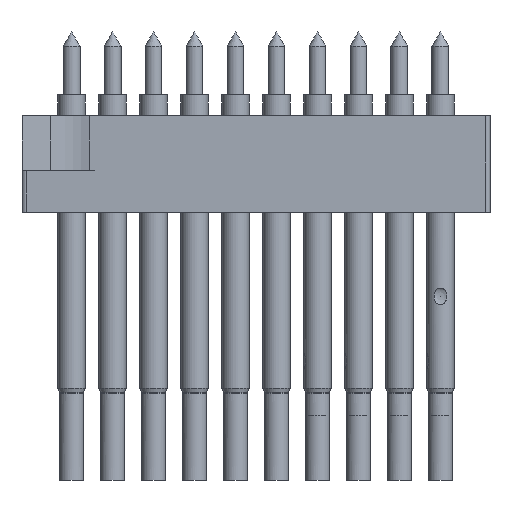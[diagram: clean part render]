
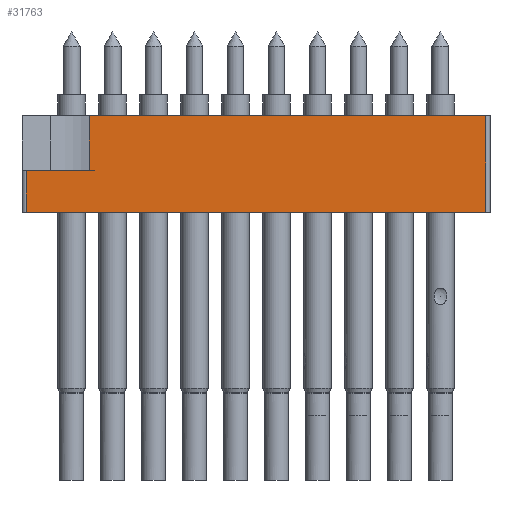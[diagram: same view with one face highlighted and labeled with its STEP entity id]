
A CAD part, front view. The second image highlights one B-rep face of the part: STEP entity #31763.
In plain terms, the highlighted planar face has unit normal (0, -1, 0).
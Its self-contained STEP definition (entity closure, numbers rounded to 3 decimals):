
#1840 = ORIENTED_EDGE ( 'NONE', *, *, #21520, .F. ) ;
#2300 = LINE ( 'NONE', #3957, #58023 ) ;
#3957 = CARTESIAN_POINT ( 'NONE',  ( -43.073, -23.109, 14.044 ) ) ;
#5085 = AXIS2_PLACEMENT_3D ( 'NONE', #14980, #79270, #65493 ) ;
#5143 = ORIENTED_EDGE ( 'NONE', *, *, #15502, .F. ) ;
#6768 = CARTESIAN_POINT ( 'NONE',  ( -39.156, -23.109, 10.644 ) ) ;
#6936 = ORIENTED_EDGE ( 'NONE', *, *, #71547, .T. ) ;
#9538 = PLANE ( 'NONE',  #5085 ) ;
#9781 = ORIENTED_EDGE ( 'NONE', *, *, #57809, .F. ) ;
#12493 = CARTESIAN_POINT ( 'NONE',  ( -14.573, -23.109, 8.044 ) ) ;
#14980 = CARTESIAN_POINT ( 'NONE',  ( -43.073, -23.109, 8.044 ) ) ;
#15502 = EDGE_CURVE ( 'Defeature ausgef�hrt1_9+Defeature ausgef�hrt1_4+Defeature ausgef�hrt1_17+Defeature ausgef�hrt1_3', #31733, #59811, #2300, .T. ) ;
#15660 = LINE ( 'NONE', #46988, #72878 ) ;
#15790 = FACE_OUTER_BOUND ( 'NONE', #39282, .T. ) ;
#18436 = LINE ( 'NONE', #6768, #68615 ) ;
#21520 = EDGE_CURVE ( 'Defeature ausgef�hrt1_17+Defeature ausgef�hrt1_4+Defeature ausgef�hrt1_14+Defeature ausgef�hrt1_9', #48985, #31733, #18436, .T. ) ;
#24416 = DIRECTION ( 'NONE',  ( 0., 0., 1. ) ) ;
#31733 = VERTEX_POINT ( 'NONE', #47123 ) ;
#31763 = ADVANCED_FACE ( 'Defeature ausgef�hrt1_4', ( #15790 ), #9538, .T. ) ;
#33822 = VERTEX_POINT ( 'NONE', #73259 ) ;
#35867 = VECTOR ( 'NONE', #44220, 1000. ) ;
#36158 = CARTESIAN_POINT ( 'NONE',  ( -43.073, -23.109, 8.044 ) ) ;
#38742 = VECTOR ( 'NONE', #73924, 1000. ) ;
#39282 = EDGE_LOOP ( 'NONE', ( #1840, #9781, #63043, #6936, #40996, #5143 ) ) ;
#40333 = DIRECTION ( 'NONE',  ( 1., 0., 0. ) ) ;
#40996 = ORIENTED_EDGE ( 'NONE', *, *, #56561, .T. ) ;
#44220 = DIRECTION ( 'NONE',  ( 0., 0., 1. ) ) ;
#46988 = CARTESIAN_POINT ( 'NONE',  ( -43.073, -23.109, 8.044 ) ) ;
#47123 = CARTESIAN_POINT ( 'NONE',  ( -39.156, -23.109, 14.044 ) ) ;
#48985 = VERTEX_POINT ( 'NONE', #82299 ) ;
#49458 = CARTESIAN_POINT ( 'NONE',  ( -43.073, -23.109, 10.644 ) ) ;
#49821 = VERTEX_POINT ( 'NONE', #69763 ) ;
#50498 = LINE ( 'NONE', #12493, #35867 ) ;
#51207 = EDGE_CURVE ( 'Defeature ausgef�hrt1_0+Defeature ausgef�hrt1_4+Defeature ausgef�hrt1_8+Defeature ausgef�hrt1_14', #33822, #75395, #74954, .T. ) ;
#56561 = EDGE_CURVE ( 'Defeature ausgef�hrt1_4+Defeature ausgef�hrt1_3+Defeature ausgef�hrt1_8+Defeature ausgef�hrt1_9', #49821, #59811, #50498, .T. ) ;
#57809 = EDGE_CURVE ( 'Defeature ausgef�hrt1_14+Defeature ausgef�hrt1_4+Defeature ausgef�hrt1_0+Defeature ausgef�hrt1_17', #75395, #48985, #74336, .T. ) ;
#58023 = VECTOR ( 'NONE', #60307, 1000. ) ;
#59811 = VERTEX_POINT ( 'NONE', #81254 ) ;
#60307 = DIRECTION ( 'NONE',  ( 1., 0., 0. ) ) ;
#63043 = ORIENTED_EDGE ( 'NONE', *, *, #51207, .F. ) ;
#63540 = DIRECTION ( 'NONE',  ( 0., 0., 1. ) ) ;
#65493 = DIRECTION ( 'NONE',  ( 1., 0., 0. ) ) ;
#68569 = VECTOR ( 'NONE', #24416, 1000. ) ;
#68615 = VECTOR ( 'NONE', #63540, 1000. ) ;
#69763 = CARTESIAN_POINT ( 'NONE',  ( -14.573, -23.109, 8.044 ) ) ;
#71547 = EDGE_CURVE ( 'Defeature ausgef�hrt1_4+Defeature ausgef�hrt1_8+Defeature ausgef�hrt1_0+Defeature ausgef�hrt1_3', #33822, #49821, #15660, .T. ) ;
#72878 = VECTOR ( 'NONE', #40333, 1000. ) ;
#73259 = CARTESIAN_POINT ( 'NONE',  ( -43.073, -23.109, 8.044 ) ) ;
#73924 = DIRECTION ( 'NONE',  ( 1., 0., 0. ) ) ;
#74336 = LINE ( 'NONE', #80222, #38742 ) ;
#74954 = LINE ( 'NONE', #36158, #68569 ) ;
#75395 = VERTEX_POINT ( 'NONE', #49458 ) ;
#79270 = DIRECTION ( 'NONE',  ( 0., -1., 0. ) ) ;
#80222 = CARTESIAN_POINT ( 'NONE',  ( -39.156, -23.109, 10.644 ) ) ;
#81254 = CARTESIAN_POINT ( 'NONE',  ( -14.573, -23.109, 14.044 ) ) ;
#82299 = CARTESIAN_POINT ( 'NONE',  ( -39.156, -23.109, 10.644 ) ) ;
